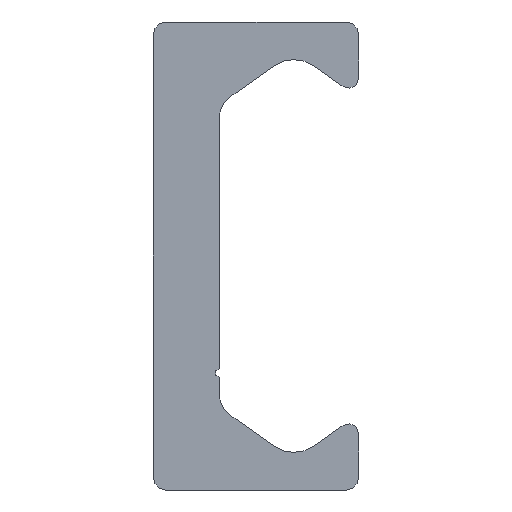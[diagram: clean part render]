
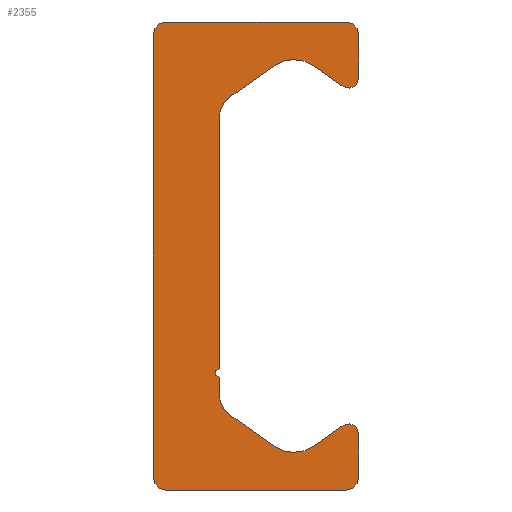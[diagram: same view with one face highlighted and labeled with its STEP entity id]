
A CAD part, left-side view. The second image highlights one B-rep face of the part: STEP entity #2355.
In plain terms, the highlighted planar face has unit normal (-1, 0, 0).
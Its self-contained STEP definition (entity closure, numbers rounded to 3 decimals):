
#1512=CARTESIAN_POINT('',(0.0,5.4,-14.));
#1513=VERTEX_POINT('',#1512);
#1520=CARTESIAN_POINT('',(0.0,6.15,-13.25));
#1521=VERTEX_POINT('',#1520);
#1522=CARTESIAN_POINT('',(0.0,5.4,-13.25));
#1523=DIRECTION('',(1.0,0.0,0.0));
#1524=DIRECTION('',(0.0,0.0,-1.0));
#1525=AXIS2_PLACEMENT_3D('',#1522,#1523,#1524);
#1526=CIRCLE('',#1525,0.75);
#1527=EDGE_CURVE('',#1513,#1521,#1526,.T.);
#1551=CARTESIAN_POINT('',(0.0,-5.4,-14.));
#1552=VERTEX_POINT('',#1551);
#1559=CARTESIAN_POINT('',(0.0,-5.4,-14.));
#1560=DIRECTION('',(0.0,1.0,0.0));
#1561=VECTOR('',#1560,10.8);
#1562=LINE('',#1559,#1561);
#1563=EDGE_CURVE('',#1552,#1513,#1562,.T.);
#1583=CARTESIAN_POINT('',(0.0,-6.15,-13.25));
#1584=VERTEX_POINT('',#1583);
#1591=CARTESIAN_POINT('',(0.0,-5.4,-13.25));
#1592=DIRECTION('',(1.0,0.0,0.0));
#1593=DIRECTION('',(0.0,-1.0,0.0));
#1594=AXIS2_PLACEMENT_3D('',#1591,#1592,#1593);
#1595=CIRCLE('',#1594,0.75);
#1596=EDGE_CURVE('',#1584,#1552,#1595,.T.);
#1615=CARTESIAN_POINT('',(0.0,-6.15,-10.63));
#1616=VERTEX_POINT('',#1615);
#1623=CARTESIAN_POINT('',(0.0,-6.15,-10.63));
#1624=DIRECTION('',(0.0,0.0,-1.0));
#1625=VECTOR('',#1624,2.62);
#1626=LINE('',#1623,#1625);
#1627=EDGE_CURVE('',#1616,#1584,#1626,.T.);
#1647=CARTESIAN_POINT('',(0.0,-5.206,-10.139));
#1648=VERTEX_POINT('',#1647);
#1655=CARTESIAN_POINT('',(0.0,-5.55,-10.63));
#1656=DIRECTION('',(1.0,0.0,0.0));
#1657=DIRECTION('',(0.0,0.574,0.819));
#1658=AXIS2_PLACEMENT_3D('',#1655,#1656,#1657);
#1659=CIRCLE('',#1658,0.6);
#1660=EDGE_CURVE('',#1648,#1616,#1659,.T.);
#1679=CARTESIAN_POINT('',(0.0,-3.417,-11.391));
#1680=VERTEX_POINT('',#1679);
#1687=CARTESIAN_POINT('',(0.0,-3.417,-11.391));
#1688=DIRECTION('',(0.0,-0.819,0.574));
#1689=VECTOR('',#1688,2.184);
#1690=LINE('',#1687,#1689);
#1691=EDGE_CURVE('',#1680,#1648,#1690,.T.);
#1711=CARTESIAN_POINT('',(0.0,-1.123,-11.391));
#1712=VERTEX_POINT('',#1711);
#1719=CARTESIAN_POINT('',(0.0,-2.27,-9.753));
#1720=DIRECTION('',(-1.0,0.0,0.0));
#1721=DIRECTION('',(0.0,0.574,0.819));
#1722=AXIS2_PLACEMENT_3D('',#1719,#1720,#1721);
#1723=CIRCLE('',#1722,2.0);
#1724=EDGE_CURVE('',#1712,#1680,#1723,.T.);
#1743=CARTESIAN_POINT('',(0.0,1.56,-9.512));
#1744=VERTEX_POINT('',#1743);
#1751=CARTESIAN_POINT('',(0.0,1.56,-9.512));
#1752=DIRECTION('',(0.0,-0.819,-0.574));
#1753=VECTOR('',#1752,3.276);
#1754=LINE('',#1751,#1753);
#1755=EDGE_CURVE('',#1744,#1712,#1754,.T.);
#1775=CARTESIAN_POINT('',(0.0,2.2,-8.283));
#1776=VERTEX_POINT('',#1775);
#1783=CARTESIAN_POINT('',(0.0,0.7,-8.283));
#1784=DIRECTION('',(-1.0,0.0,0.0));
#1785=DIRECTION('',(0.0,-0.574,0.819));
#1786=AXIS2_PLACEMENT_3D('',#1783,#1784,#1785);
#1787=CIRCLE('',#1786,1.5);
#1788=EDGE_CURVE('',#1776,#1744,#1787,.T.);
#1807=CARTESIAN_POINT('',(0.0,2.2,-7.25));
#1808=VERTEX_POINT('',#1807);
#1815=CARTESIAN_POINT('',(0.0,2.2,-7.25));
#1816=DIRECTION('',(0.0,0.0,-1.0));
#1817=VECTOR('',#1816,1.033);
#1818=LINE('',#1815,#1817);
#1819=EDGE_CURVE('',#1808,#1776,#1818,.T.);
#1839=CARTESIAN_POINT('',(0.0,2.2,-6.75));
#1840=VERTEX_POINT('',#1839);
#1847=CARTESIAN_POINT('',(0.0,2.2,-7.));
#1848=DIRECTION('',(-1.0,0.0,0.0));
#1849=DIRECTION('',(0.0,0.0,1.0));
#1850=AXIS2_PLACEMENT_3D('',#1847,#1848,#1849);
#1851=CIRCLE('',#1850,0.25);
#1852=EDGE_CURVE('',#1840,#1808,#1851,.T.);
#1871=CARTESIAN_POINT('',(0.0,2.2,8.283));
#1872=VERTEX_POINT('',#1871);
#1879=CARTESIAN_POINT('',(0.0,2.2,8.283));
#1880=DIRECTION('',(0.0,0.0,-1.0));
#1881=VECTOR('',#1880,15.033);
#1882=LINE('',#1879,#1881);
#1883=EDGE_CURVE('',#1872,#1840,#1882,.T.);
#1966=CARTESIAN_POINT('',(0.0,1.56,9.512));
#1967=VERTEX_POINT('',#1966);
#1974=CARTESIAN_POINT('',(0.0,0.7,8.283));
#1975=DIRECTION('',(-1.0,0.0,0.0));
#1976=DIRECTION('',(0.0,-1.0,0.0));
#1977=AXIS2_PLACEMENT_3D('',#1974,#1975,#1976);
#1978=CIRCLE('',#1977,1.5);
#1979=EDGE_CURVE('',#1967,#1872,#1978,.T.);
#1998=CARTESIAN_POINT('',(0.0,-1.123,11.391));
#1999=VERTEX_POINT('',#1998);
#2006=CARTESIAN_POINT('',(0.0,-1.123,11.391));
#2007=DIRECTION('',(0.0,0.819,-0.574));
#2008=VECTOR('',#2007,3.276);
#2009=LINE('',#2006,#2008);
#2010=EDGE_CURVE('',#1999,#1967,#2009,.T.);
#2030=CARTESIAN_POINT('',(0.0,-3.417,11.391));
#2031=VERTEX_POINT('',#2030);
#2038=CARTESIAN_POINT('',(0.0,-2.27,9.753));
#2039=DIRECTION('',(-1.0,0.0,0.0));
#2040=DIRECTION('',(0.0,-0.574,-0.819));
#2041=AXIS2_PLACEMENT_3D('',#2038,#2039,#2040);
#2042=CIRCLE('',#2041,2.0);
#2043=EDGE_CURVE('',#2031,#1999,#2042,.T.);
#2062=CARTESIAN_POINT('',(0.0,-5.206,10.139));
#2063=VERTEX_POINT('',#2062);
#2070=CARTESIAN_POINT('',(0.0,-5.206,10.139));
#2071=DIRECTION('',(0.0,0.819,0.574));
#2072=VECTOR('',#2071,2.184);
#2073=LINE('',#2070,#2072);
#2074=EDGE_CURVE('',#2063,#2031,#2073,.T.);
#2094=CARTESIAN_POINT('',(0.0,-6.15,10.63));
#2095=VERTEX_POINT('',#2094);
#2102=CARTESIAN_POINT('',(0.0,-5.55,10.63));
#2103=DIRECTION('',(1.0,0.0,0.0));
#2104=DIRECTION('',(0.0,-1.0,0.0));
#2105=AXIS2_PLACEMENT_3D('',#2102,#2103,#2104);
#2106=CIRCLE('',#2105,0.6);
#2107=EDGE_CURVE('',#2095,#2063,#2106,.T.);
#2126=CARTESIAN_POINT('',(0.0,-6.15,13.25));
#2127=VERTEX_POINT('',#2126);
#2134=CARTESIAN_POINT('',(0.0,-6.15,13.25));
#2135=DIRECTION('',(0.0,0.0,-1.0));
#2136=VECTOR('',#2135,2.62);
#2137=LINE('',#2134,#2136);
#2138=EDGE_CURVE('',#2127,#2095,#2137,.T.);
#2158=CARTESIAN_POINT('',(0.0,-5.4,14.));
#2159=VERTEX_POINT('',#2158);
#2166=CARTESIAN_POINT('',(0.0,-5.4,13.25));
#2167=DIRECTION('',(1.0,0.0,0.0));
#2168=DIRECTION('',(0.0,0.0,1.0));
#2169=AXIS2_PLACEMENT_3D('',#2166,#2167,#2168);
#2170=CIRCLE('',#2169,0.75);
#2171=EDGE_CURVE('',#2159,#2127,#2170,.T.);
#2190=CARTESIAN_POINT('',(0.0,5.4,14.));
#2191=VERTEX_POINT('',#2190);
#2198=CARTESIAN_POINT('',(0.0,5.4,14.));
#2199=DIRECTION('',(0.0,-1.0,0.0));
#2200=VECTOR('',#2199,10.8);
#2201=LINE('',#2198,#2200);
#2202=EDGE_CURVE('',#2191,#2159,#2201,.T.);
#2222=CARTESIAN_POINT('',(0.0,6.15,13.25));
#2223=VERTEX_POINT('',#2222);
#2230=CARTESIAN_POINT('',(0.0,5.4,13.25));
#2231=DIRECTION('',(1.0,0.0,0.0));
#2232=DIRECTION('',(0.0,1.0,0.0));
#2233=AXIS2_PLACEMENT_3D('',#2230,#2231,#2232);
#2234=CIRCLE('',#2233,0.75);
#2235=EDGE_CURVE('',#2223,#2191,#2234,.T.);
#2253=CARTESIAN_POINT('',(0.0,6.15,-13.25));
#2254=DIRECTION('',(0.0,0.0,1.0));
#2255=VECTOR('',#2254,26.5);
#2256=LINE('',#2253,#2255);
#2257=EDGE_CURVE('',#1521,#2223,#2256,.T.);
#2326=CARTESIAN_POINT('',(0.0,1.352,-0.021));
#2327=DIRECTION('',(1.0,0.0,0.0));
#2328=DIRECTION('',(0.0,0.0,-1.0));
#2329=AXIS2_PLACEMENT_3D('',#2326,#2327,#2328);
#2330=PLANE('',#2329);
#2331=ORIENTED_EDGE('',*,*,#2257,.F.);
#2332=ORIENTED_EDGE('',*,*,#1527,.F.);
#2333=ORIENTED_EDGE('',*,*,#1563,.F.);
#2334=ORIENTED_EDGE('',*,*,#1596,.F.);
#2335=ORIENTED_EDGE('',*,*,#1627,.F.);
#2336=ORIENTED_EDGE('',*,*,#1660,.F.);
#2337=ORIENTED_EDGE('',*,*,#1691,.F.);
#2338=ORIENTED_EDGE('',*,*,#1724,.F.);
#2339=ORIENTED_EDGE('',*,*,#1755,.F.);
#2340=ORIENTED_EDGE('',*,*,#1788,.F.);
#2341=ORIENTED_EDGE('',*,*,#1819,.F.);
#2342=ORIENTED_EDGE('',*,*,#1852,.F.);
#2343=ORIENTED_EDGE('',*,*,#1883,.F.);
#2344=ORIENTED_EDGE('',*,*,#1979,.F.);
#2345=ORIENTED_EDGE('',*,*,#2010,.F.);
#2346=ORIENTED_EDGE('',*,*,#2043,.F.);
#2347=ORIENTED_EDGE('',*,*,#2074,.F.);
#2348=ORIENTED_EDGE('',*,*,#2107,.F.);
#2349=ORIENTED_EDGE('',*,*,#2138,.F.);
#2350=ORIENTED_EDGE('',*,*,#2171,.F.);
#2351=ORIENTED_EDGE('',*,*,#2202,.F.);
#2352=ORIENTED_EDGE('',*,*,#2235,.F.);
#2353=EDGE_LOOP('',(#2331,#2332,#2333,#2334,#2335,#2336,#2337,#2338,#2339,#2340,#2341,#2342,#2343,#2344,#2345,#2346,#2347,#2348,#2349,#2350,#2351,#2352));
#2354=FACE_OUTER_BOUND('',#2353,.T.);
#2355=ADVANCED_FACE('',(#2354),#2330,.F.);
